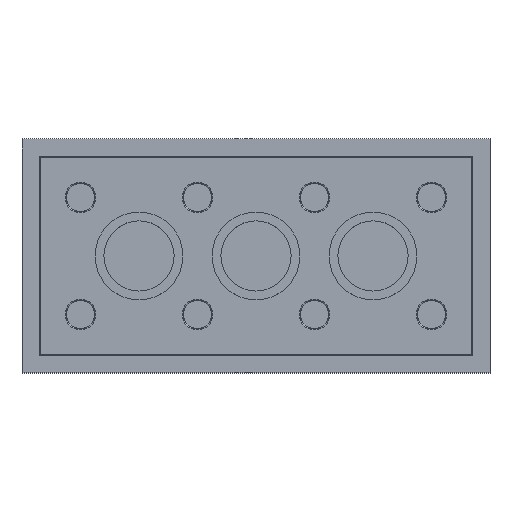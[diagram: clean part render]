
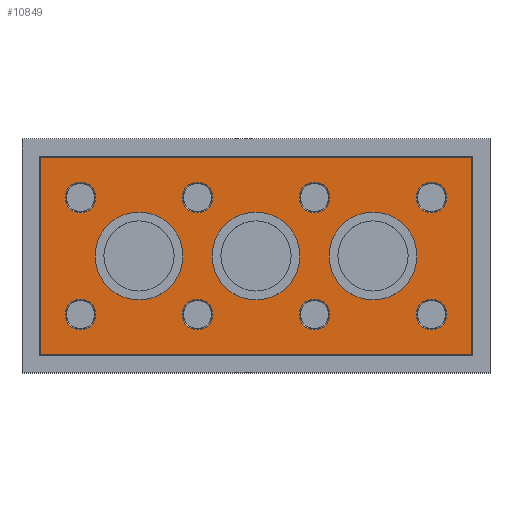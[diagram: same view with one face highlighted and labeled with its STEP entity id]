
A CAD part, top view. The second image highlights one B-rep face of the part: STEP entity #10849.
In plain terms, the highlighted planar face has unit normal (0, 0, 1).
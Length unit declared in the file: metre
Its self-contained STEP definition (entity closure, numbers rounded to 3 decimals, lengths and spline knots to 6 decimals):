
#1112=LINE('',#18864,#2008);
#1113=LINE('',#18867,#2009);
#1114=LINE('',#18869,#2010);
#1115=LINE('',#18871,#2011);
#2008=VECTOR('',#12884,1.);
#2009=VECTOR('',#12885,1.);
#2010=VECTOR('',#12886,1.);
#2011=VECTOR('',#12887,1.);
#5473=ORIENTED_EDGE('',*,*,#5866,.F.);
#5474=ORIENTED_EDGE('',*,*,#5869,.F.);
#5475=ORIENTED_EDGE('',*,*,#7270,.F.);
#5476=ORIENTED_EDGE('',*,*,#5872,.T.);
#5477=ORIENTED_EDGE('',*,*,#6060,.T.);
#5478=ORIENTED_EDGE('',*,*,#6248,.T.);
#5479=ORIENTED_EDGE('',*,*,#6436,.T.);
#5480=ORIENTED_EDGE('',*,*,#6624,.T.);
#5481=ORIENTED_EDGE('',*,*,#6812,.T.);
#5482=ORIENTED_EDGE('',*,*,#7000,.T.);
#5483=ORIENTED_EDGE('',*,*,#7271,.T.);
#5484=ORIENTED_EDGE('',*,*,#7272,.T.);
#5485=ORIENTED_EDGE('',*,*,#7273,.T.);
#5486=ORIENTED_EDGE('',*,*,#7274,.T.);
#5487=ORIENTED_EDGE('',*,*,#7275,.T.);
#5866=EDGE_CURVE('',#7430,#7430,#8494,.F.);
#5869=EDGE_CURVE('',#7433,#7433,#8497,.F.);
#5872=EDGE_CURVE('',#7436,#7436,#8500,.T.);
#6060=EDGE_CURVE('',#7564,#7564,#8508,.T.);
#6248=EDGE_CURVE('',#7692,#7692,#8516,.T.);
#6436=EDGE_CURVE('',#7820,#7820,#8524,.T.);
#6624=EDGE_CURVE('',#7948,#7948,#8532,.T.);
#6812=EDGE_CURVE('',#8076,#8076,#8540,.T.);
#7000=EDGE_CURVE('',#8204,#8204,#8548,.T.);
#7270=EDGE_CURVE('',#8406,#8406,#8560,.F.);
#7271=EDGE_CURVE('',#8407,#8408,#1112,.F.);
#7272=EDGE_CURVE('',#8408,#8409,#1113,.F.);
#7273=EDGE_CURVE('',#8409,#8410,#1114,.F.);
#7274=EDGE_CURVE('',#8410,#8407,#1115,.F.);
#7275=EDGE_CURVE('',#8411,#8411,#8561,.T.);
#7430=VERTEX_POINT('',#13133);
#7433=VERTEX_POINT('',#13142);
#7436=VERTEX_POINT('',#13150);
#7564=VERTEX_POINT('',#13935);
#7692=VERTEX_POINT('',#14720);
#7820=VERTEX_POINT('',#15505);
#7948=VERTEX_POINT('',#16290);
#8076=VERTEX_POINT('',#17075);
#8204=VERTEX_POINT('',#17860);
#8406=VERTEX_POINT('',#18863);
#8407=VERTEX_POINT('',#18865);
#8408=VERTEX_POINT('',#18866);
#8409=VERTEX_POINT('',#18868);
#8410=VERTEX_POINT('',#18870);
#8411=VERTEX_POINT('',#18873);
#8494=CIRCLE('',#10960,0.003);
#8497=CIRCLE('',#10966,0.003);
#8500=CIRCLE('',#10971,0.00105);
#8508=CIRCLE('',#11016,0.00105);
#8516=CIRCLE('',#11061,0.00105);
#8524=CIRCLE('',#11106,0.00105);
#8532=CIRCLE('',#11151,0.00105);
#8540=CIRCLE('',#11196,0.00105);
#8548=CIRCLE('',#11241,0.00105);
#8560=CIRCLE('',#11300,0.003);
#8561=CIRCLE('',#11301,0.00105);
#9208=EDGE_LOOP('',(#5473));
#9209=EDGE_LOOP('',(#5474));
#9210=EDGE_LOOP('',(#5475));
#9211=EDGE_LOOP('',(#5476));
#9212=EDGE_LOOP('',(#5477));
#9213=EDGE_LOOP('',(#5478));
#9214=EDGE_LOOP('',(#5479));
#9215=EDGE_LOOP('',(#5480));
#9216=EDGE_LOOP('',(#5481));
#9217=EDGE_LOOP('',(#5482));
#9218=EDGE_LOOP('',(#5483,#5484,#5485,#5486));
#9219=EDGE_LOOP('',(#5487));
#9944=FACE_BOUND('',#9208,.T.);
#9945=FACE_BOUND('',#9209,.T.);
#9946=FACE_BOUND('',#9210,.T.);
#9947=FACE_BOUND('',#9211,.T.);
#9948=FACE_BOUND('',#9212,.T.);
#9949=FACE_BOUND('',#9213,.T.);
#9950=FACE_BOUND('',#9214,.T.);
#9951=FACE_BOUND('',#9215,.T.);
#9952=FACE_BOUND('',#9216,.T.);
#9953=FACE_BOUND('',#9217,.T.);
#9954=FACE_BOUND('',#9218,.T.);
#9955=FACE_BOUND('',#9219,.T.);
#10286=PLANE('',#11299);
#10849=ADVANCED_FACE('',(#9944,#9945,#9946,#9947,#9948,#9949,#9950,#9951,
#9952,#9953,#9954,#9955),#10286,.F.);
#10960=AXIS2_PLACEMENT_3D('',#13132,#11394,#11395);
#10966=AXIS2_PLACEMENT_3D('',#13141,#11406,#11407);
#10971=AXIS2_PLACEMENT_3D('',#13149,#11416,#11417);
#11016=AXIS2_PLACEMENT_3D('',#13934,#11614,#11615);
#11061=AXIS2_PLACEMENT_3D('',#14719,#11812,#11813);
#11106=AXIS2_PLACEMENT_3D('',#15504,#12010,#12011);
#11151=AXIS2_PLACEMENT_3D('',#16289,#12208,#12209);
#11196=AXIS2_PLACEMENT_3D('',#17074,#12406,#12407);
#11241=AXIS2_PLACEMENT_3D('',#17859,#12604,#12605);
#11299=AXIS2_PLACEMENT_3D('',#18861,#12880,#12881);
#11300=AXIS2_PLACEMENT_3D('',#18862,#12882,#12883);
#11301=AXIS2_PLACEMENT_3D('',#18872,#12888,#12889);
#11394=DIRECTION('',(0.,0.,-1.));
#11395=DIRECTION('',(-1.,0.,0.));
#11406=DIRECTION('',(0.,0.,-1.));
#11407=DIRECTION('',(-1.,0.,0.));
#11416=DIRECTION('',(0.,0.,-1.));
#11417=DIRECTION('',(-1.,0.,0.));
#11614=DIRECTION('',(0.,0.,-1.));
#11615=DIRECTION('',(-1.,0.,0.));
#11812=DIRECTION('',(0.,0.,-1.));
#11813=DIRECTION('',(-1.,0.,0.));
#12010=DIRECTION('',(0.,0.,-1.));
#12011=DIRECTION('',(-1.,0.,0.));
#12208=DIRECTION('',(0.,0.,-1.));
#12209=DIRECTION('',(-1.,0.,0.));
#12406=DIRECTION('',(0.,0.,-1.));
#12407=DIRECTION('',(-1.,0.,0.));
#12604=DIRECTION('',(0.,0.,-1.));
#12605=DIRECTION('',(-1.,0.,0.));
#12880=DIRECTION('',(0.,0.,-1.));
#12881=DIRECTION('',(1.,0.,0.));
#12882=DIRECTION('',(0.,0.,-1.));
#12883=DIRECTION('',(-1.,0.,0.));
#12884=DIRECTION('',(1.,0.,0.));
#12885=DIRECTION('',(0.,1.,0.));
#12886=DIRECTION('',(-1.,0.,0.));
#12887=DIRECTION('',(0.,-1.,0.));
#12888=DIRECTION('',(0.,0.,-1.));
#12889=DIRECTION('',(-1.,0.,0.));
#13132=CARTESIAN_POINT('',(-0.008,0.,0.0012));
#13133=CARTESIAN_POINT('',(-0.011,0.,0.0012));
#13141=CARTESIAN_POINT('',(0.,0.,0.0012));
#13142=CARTESIAN_POINT('',(-0.003,0.,0.0012));
#13149=CARTESIAN_POINT('',(-0.012,-0.004,0.0012));
#13150=CARTESIAN_POINT('',(-0.01305,-0.004,0.0012));
#13934=CARTESIAN_POINT('',(-0.004,-0.004,0.0012));
#13935=CARTESIAN_POINT('',(-0.00505,-0.004,0.0012));
#14719=CARTESIAN_POINT('',(0.004,-0.004,0.0012));
#14720=CARTESIAN_POINT('',(0.00295,-0.004,0.0012));
#15504=CARTESIAN_POINT('',(0.012,-0.004,0.0012));
#15505=CARTESIAN_POINT('',(0.01095,-0.004,0.0012));
#16289=CARTESIAN_POINT('',(-0.012,0.004,0.0012));
#16290=CARTESIAN_POINT('',(-0.01305,0.004,0.0012));
#17074=CARTESIAN_POINT('',(-0.004,0.004,0.0012));
#17075=CARTESIAN_POINT('',(-0.00505,0.004,0.0012));
#17859=CARTESIAN_POINT('',(0.004,0.004,0.0012));
#17860=CARTESIAN_POINT('',(0.00295,0.004,0.0012));
#18861=CARTESIAN_POINT('',(0.,0.,0.0012));
#18862=CARTESIAN_POINT('',(0.008,0.,0.0012));
#18863=CARTESIAN_POINT('',(0.005,0.,0.0012));
#18864=CARTESIAN_POINT('',(-0.0148,0.00675,0.0012));
#18865=CARTESIAN_POINT('',(0.01475,0.00675,0.0012));
#18866=CARTESIAN_POINT('',(-0.01475,0.00675,0.0012));
#18867=CARTESIAN_POINT('',(-0.01475,-0.0068,0.0012));
#18868=CARTESIAN_POINT('',(-0.01475,-0.00675,0.0012));
#18869=CARTESIAN_POINT('',(0.0148,-0.00675,0.0012));
#18870=CARTESIAN_POINT('',(0.01475,-0.00675,0.0012));
#18871=CARTESIAN_POINT('',(0.01475,0.0068,0.0012));
#18872=CARTESIAN_POINT('',(0.012,0.004,0.0012));
#18873=CARTESIAN_POINT('',(0.01095,0.004,0.0012));
